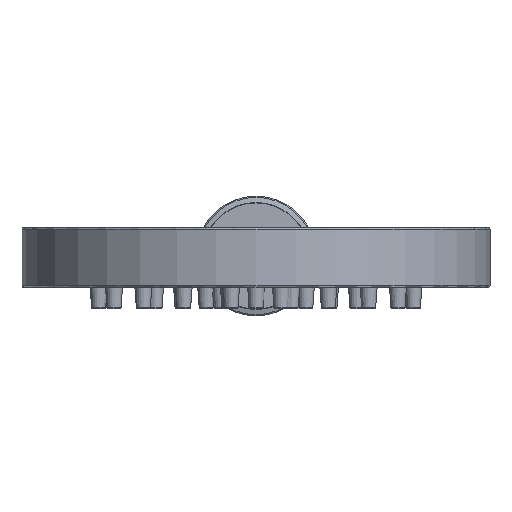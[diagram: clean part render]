
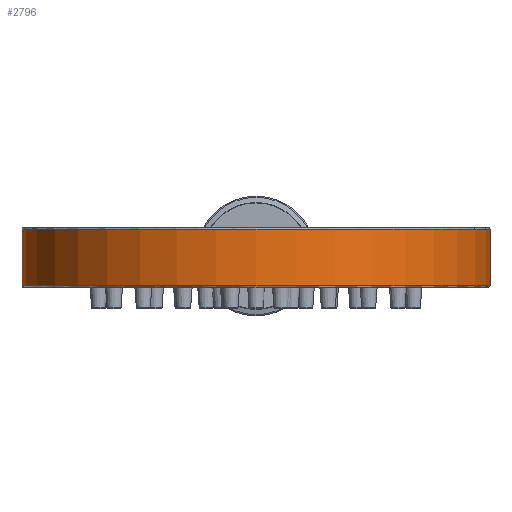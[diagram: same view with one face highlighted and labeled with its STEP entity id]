
A CAD part, left-side view. The second image highlights one B-rep face of the part: STEP entity #2796.
In plain terms, the highlighted cylindrical face has radius 47 mm (diameter 94 mm), a partial arc.
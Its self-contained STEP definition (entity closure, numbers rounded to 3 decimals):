
#24=LINE('',#6560,#33);
#25=LINE('',#6567,#34);
#27=LINE('',#8051,#36);
#29=LINE('',#8087,#38);
#30=LINE('',#8091,#39);
#31=LINE('',#8096,#40);
#33=VECTOR('',#5798,1000.);
#34=VECTOR('',#5805,1000.);
#36=VECTOR('',#5867,1000.);
#38=VECTOR('',#5895,1000.);
#39=VECTOR('',#5900,1000.);
#40=VECTOR('',#5907,1000.);
#217=CYLINDRICAL_SURFACE('',#4966,47.);
#692=ORIENTED_EDGE('',*,*,#976,.T.);
#693=ORIENTED_EDGE('',*,*,#1038,.T.);
#694=ORIENTED_EDGE('',*,*,#1039,.T.);
#695=ORIENTED_EDGE('',*,*,#979,.T.);
#696=ORIENTED_EDGE('',*,*,#1022,.T.);
#697=ORIENTED_EDGE('',*,*,#1033,.T.);
#698=ORIENTED_EDGE('',*,*,#1034,.T.);
#699=ORIENTED_EDGE('',*,*,#1036,.F.);
#976=EDGE_CURVE('',#1254,#1253,#24,.T.);
#979=EDGE_CURVE('',#1255,#1256,#25,.T.);
#1022=EDGE_CURVE('',#1256,#1288,#27,.T.);
#1033=EDGE_CURVE('',#1288,#1295,#1528,.F.);
#1034=EDGE_CURVE('',#1295,#1296,#29,.T.);
#1036=EDGE_CURVE('',#1254,#1296,#30,.T.);
#1038=EDGE_CURVE('',#1253,#1297,#1531,.T.);
#1039=EDGE_CURVE('',#1297,#1255,#31,.T.);
#1253=VERTEX_POINT('',#6559);
#1254=VERTEX_POINT('',#6561);
#1255=VERTEX_POINT('',#6565);
#1256=VERTEX_POINT('',#6566);
#1288=VERTEX_POINT('',#8050);
#1295=VERTEX_POINT('',#8084);
#1296=VERTEX_POINT('',#8088);
#1297=VERTEX_POINT('',#8095);
#1528=CIRCLE('',#4961,47.);
#1531=CIRCLE('',#4967,47.);
#1945=EDGE_LOOP('',(#692,#693,#694,#695,#696,#697,#698,#699));
#2408=FACE_BOUND('',#1945,.T.);
#2796=ADVANCED_FACE('',(#2408),#217,.T.);
#4961=AXIS2_PLACEMENT_3D('',#8085,#5891,#5892);
#4966=AXIS2_PLACEMENT_3D('',#8093,#5903,#5904);
#4967=AXIS2_PLACEMENT_3D('',#8094,#5905,#5906);
#5798=DIRECTION('',(0.,0.,-1.));
#5805=DIRECTION('',(0.,0.,1.));
#5867=DIRECTION('',(0.,0.,1.));
#5891=DIRECTION('',(0.,0.,1.));
#5892=DIRECTION('',(1.,0.,0.));
#5895=DIRECTION('',(0.,0.,-1.));
#5900=DIRECTION('',(0.,0.,1.));
#5903=DIRECTION('',(0.,0.,1.));
#5904=DIRECTION('',(0.,-1.,0.));
#5905=DIRECTION('',(0.,0.,1.));
#5906=DIRECTION('',(1.,0.,0.));
#5907=DIRECTION('',(0.,0.,1.));
#6559=CARTESIAN_POINT('',(46.,9.644,0.3));
#6560=CARTESIAN_POINT('',(46.,9.644,0.));
#6561=CARTESIAN_POINT('',(46.,9.644,1.756));
#6565=CARTESIAN_POINT('',(46.,-9.644,1.756));
#6566=CARTESIAN_POINT('',(46.,-9.644,10.844));
#6567=CARTESIAN_POINT('',(46.,-9.644,1.756));
#8050=CARTESIAN_POINT('',(46.,-9.644,11.7));
#8051=CARTESIAN_POINT('',(46.,-9.644,0.));
#8084=CARTESIAN_POINT('',(46.,9.644,11.7));
#8085=CARTESIAN_POINT('',(0.,0.,11.7));
#8087=CARTESIAN_POINT('',(46.,9.644,0.));
#8088=CARTESIAN_POINT('',(46.,9.644,10.844));
#8091=CARTESIAN_POINT('',(46.,9.644,1.756));
#8093=CARTESIAN_POINT('',(0.,0.,0.));
#8094=CARTESIAN_POINT('',(0.,0.,0.3));
#8095=CARTESIAN_POINT('',(46.,-9.644,0.3));
#8096=CARTESIAN_POINT('',(46.,-9.644,0.));
